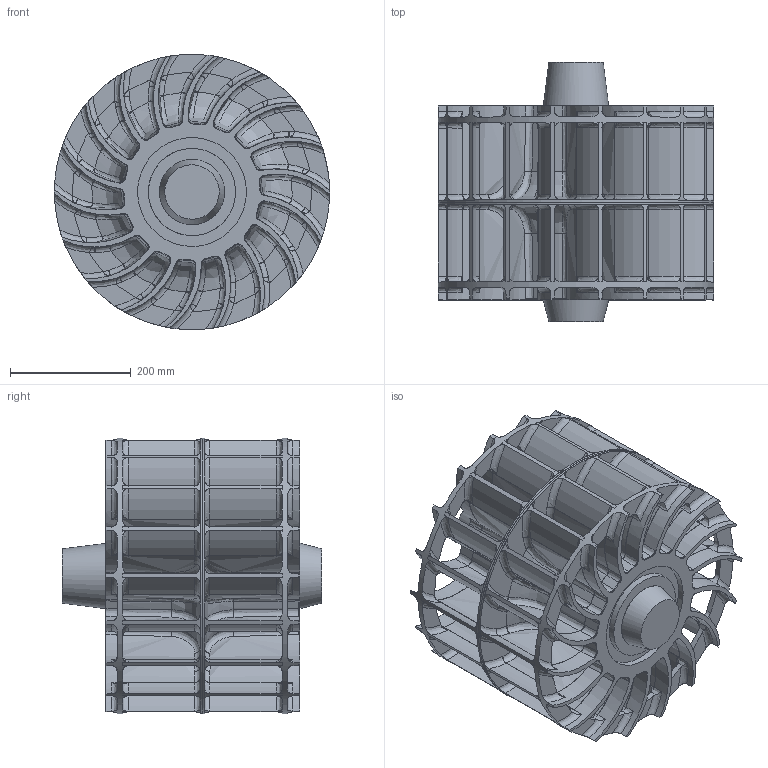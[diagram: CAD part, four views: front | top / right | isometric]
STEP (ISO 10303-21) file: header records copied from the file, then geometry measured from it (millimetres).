
FILE_DESCRIPTION(('FreeCAD Model'),'2;1');
FILE_NAME('Open CASCADE Shape Model','2025-05-09T17:03:20',('FreeCAD'),( 'FreeCAD'),'Open CASCADE STEP processor 7.6','FreeCAD','Unknown');
FILE_SCHEMA(('AUTOMOTIVE_DESIGN { 1 0 10303 214 1 1 1 1 }'));
Products named in the file (1): Open CASCADE STEP translator 7.6 1
Bounding box: 455.52 x 429.43 x 455.54 mm (x, y, z)
Volume: 22141675 mm3; surface area: 3082674.3 mm2
Topology: 40 solids, 40 shells, 1510 faces, 4336 edges, 2806 vertices
Faces by surface type: bspline 1510
Entity records: 303316 total; most frequent: CARTESIAN_POINT 279725, ORIENTED_EDGE 8600, EDGE_CURVE 4300, VERTEX_POINT 2806, B_SPLINE_CURVE_WITH_KNOTS 2536, FACE_BOUND 1522, EDGE_LOOP 1522, ADVANCED_FACE 1510
